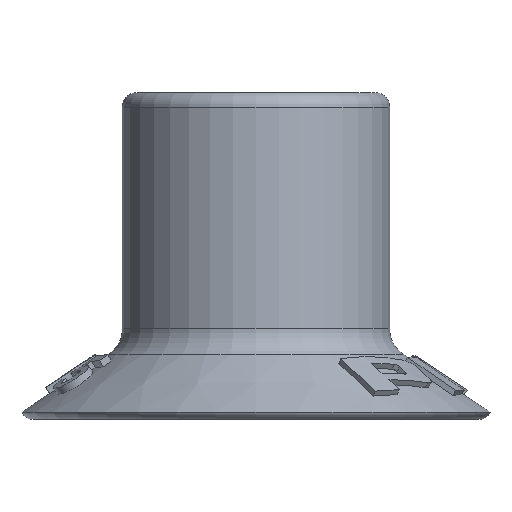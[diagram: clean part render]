
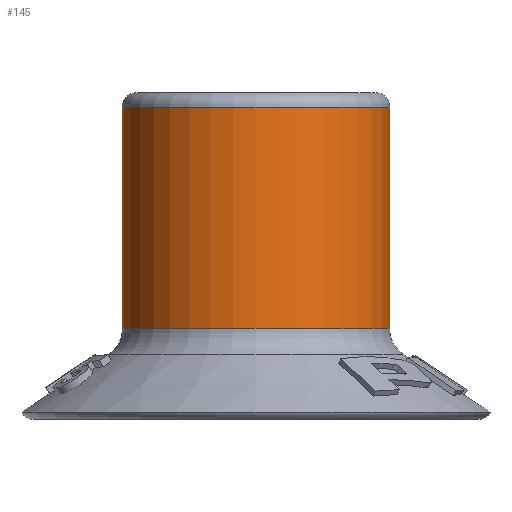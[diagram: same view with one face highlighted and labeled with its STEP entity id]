
A CAD part, front view. The second image highlights one B-rep face of the part: STEP entity #145.
In plain terms, the highlighted cylindrical face has radius 4.5 mm (diameter 9 mm), a full revolution.
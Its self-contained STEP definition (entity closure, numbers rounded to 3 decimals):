
#145 = ADVANCED_FACE( '', ( #379, #380 ), #381, .T. );
#379 = FACE_OUTER_BOUND( '', #750, .T. );
#380 = FACE_OUTER_BOUND( '', #751, .T. );
#381 = CYLINDRICAL_SURFACE( '', #752, 4.5 );
#750 = EDGE_LOOP( '', ( #1728 ) );
#751 = EDGE_LOOP( '', ( #1729 ) );
#752 = AXIS2_PLACEMENT_3D( '', #1730, #1731, #1732 );
#1728 = ORIENTED_EDGE( '', *, *, #2390, .T. );
#1729 = ORIENTED_EDGE( '', *, *, #2391, .F. );
#1730 = CARTESIAN_POINT( '', ( 0., 0., 11.767 ) );
#1731 = DIRECTION( '', ( 0., 0., 1. ) );
#1732 = DIRECTION( '', ( -1., 0., 0. ) );
#2390 = EDGE_CURVE( '', #2792, #2792, #2793, .T. );
#2391 = EDGE_CURVE( '', #2794, #2794, #2795, .T. );
#2792 = VERTEX_POINT( '', #3472 );
#2793 = CIRCLE( '', #3473, 4.5 );
#2794 = VERTEX_POINT( '', #3474 );
#2795 = CIRCLE( '', #3475, 4.5 );
#3472 = CARTESIAN_POINT( '', ( -4.5, 0., 10.5 ) );
#3473 = AXIS2_PLACEMENT_3D( '', #4588, #4589, #4590 );
#3474 = CARTESIAN_POINT( '', ( -4.5, 0., 3.07 ) );
#3475 = AXIS2_PLACEMENT_3D( '', #4591, #4592, #4593 );
#4588 = CARTESIAN_POINT( '', ( 0., 0., 10.5 ) );
#4589 = DIRECTION( '', ( 0., 0., -1. ) );
#4590 = DIRECTION( '', ( -1., 0., 0. ) );
#4591 = CARTESIAN_POINT( '', ( 0., 0., 3.07 ) );
#4592 = DIRECTION( '', ( 0., 0., -1. ) );
#4593 = DIRECTION( '', ( -1., 0., 0. ) );
